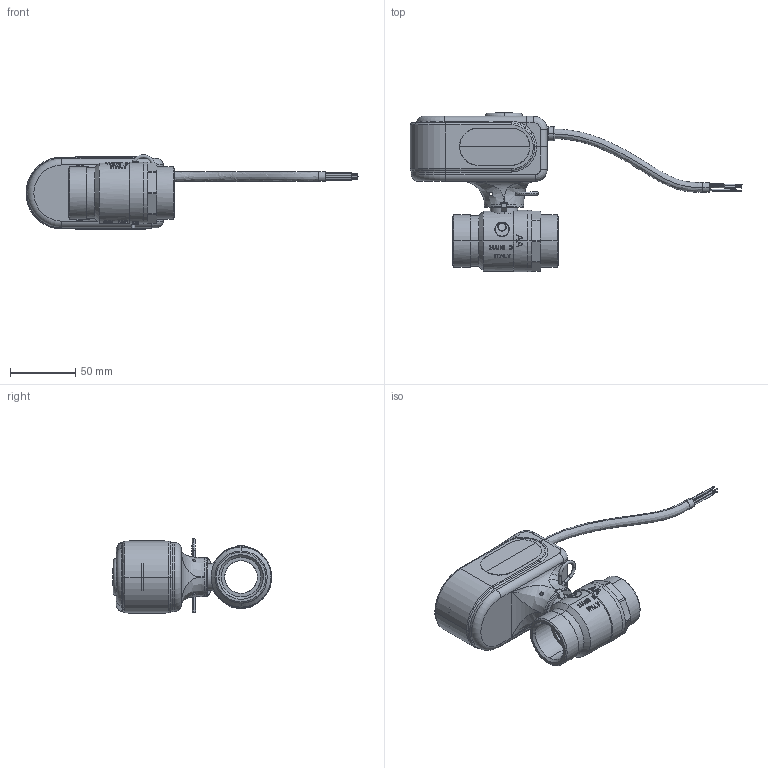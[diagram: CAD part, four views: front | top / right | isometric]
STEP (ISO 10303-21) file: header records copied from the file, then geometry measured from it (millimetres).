
FILE_DESCRIPTION(('CATIA V5 STEP Exchange','CAx-IF Rec.Pracs.--- Composite Materials ---3.4---2017-06-13'),'2;1');
FILE_NAME('MBA121_43100200_122010052_AllCATPart.stp','2021-05-18T14:23:07+00:00',('none'),('none'),'CATIA Version 5-6 Release 2020 SP3','CATIA V5 STEP AP203 v2','none');
FILE_SCHEMA(('CONFIG_CONTROL_DESIGN'));
Length unit declared in the file: millimetre
Products named in the file (1): MBA121_43100200_122010052_AllCATPart
Bounding box: 254.26 x 122.12 x 57.33 mm (x, y, z)
Volume: 76144.6 mm3; surface area: 92248.4 mm2
Topology: 2 solids, 17 shells, 2114 faces, 5601 edges, 3532 vertices
Faces by surface type: plane 878, cylinder 627, bspline 279, torus 191, cone 80, sphere 55, revolution 4
Entity records: 74734 total; most frequent: CARTESIAN_POINT 31184, ORIENTED_EDGE 10832, DIRECTION 5826, EDGE_CURVE 5529, VERTEX_POINT 3526, AXIS2_PLACEMENT_3D 2599, EDGE_LOOP 2259, ADVANCED_FACE 2114
